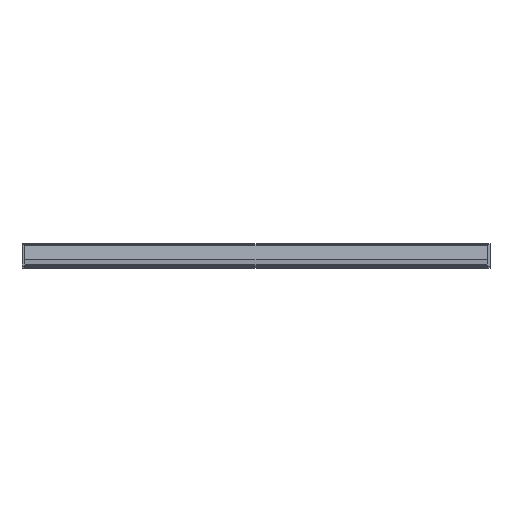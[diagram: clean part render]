
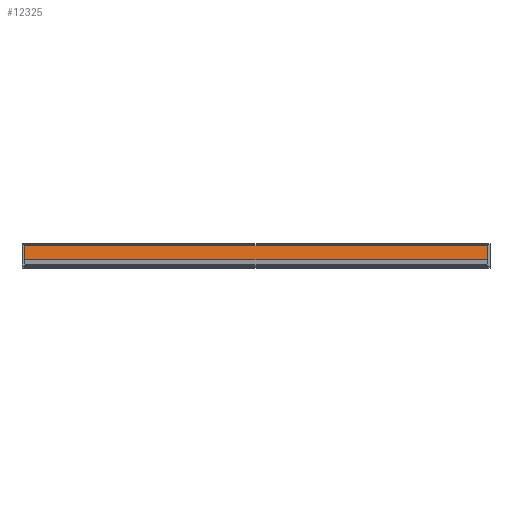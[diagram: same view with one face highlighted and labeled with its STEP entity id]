
A CAD part, top view. The second image highlights one B-rep face of the part: STEP entity #12325.
In plain terms, the highlighted face is planar.
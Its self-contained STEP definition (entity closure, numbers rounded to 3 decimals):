
#6931=DIRECTION('',(1.,0.,0.));
#6932=VECTOR('',#6931,800.);
#6933=CARTESIAN_POINT('',(-400.,-1.503,-17.174));
#6934=LINE('',#6933,#6932);
#6970=DIRECTION('',(0.,-0.087,-0.996));
#6971=VECTOR('',#6970,32.647);
#6972=CARTESIAN_POINT('',(-400.,1.343,15.349));
#6973=LINE('',#6972,#6971);
#6978=DIRECTION('',(1.,0.,0.));
#6979=VECTOR('',#6978,800.);
#6980=CARTESIAN_POINT('',(-400.,1.343,15.349));
#6981=LINE('',#6980,#6979);
#7004=DIRECTION('',(0.,-0.087,-0.996));
#7005=VECTOR('',#7004,32.647);
#7006=CARTESIAN_POINT('',(400.,1.343,15.349));
#7007=LINE('',#7006,#7005);
#9882=CARTESIAN_POINT('',(-400.,-1.503,-17.174));
#9883=CARTESIAN_POINT('',(400.,-1.503,-17.174));
#9884=VERTEX_POINT('',#9882);
#9885=VERTEX_POINT('',#9883);
#9886=CARTESIAN_POINT('',(-400.,1.343,15.349));
#9887=CARTESIAN_POINT('',(400.,1.343,15.349));
#9888=VERTEX_POINT('',#9886);
#9889=VERTEX_POINT('',#9887);
#12313=CARTESIAN_POINT('',(-400.,1.662,19.));
#12314=DIRECTION('',(0.,-0.996,0.087));
#12315=DIRECTION('',(0.,-0.087,-0.996));
#12316=AXIS2_PLACEMENT_3D('',#12313,#12314,#12315);
#12317=PLANE('',#12316);
#12318=ORIENTED_EDGE('',*,*,#12278,.F.);
#12319=ORIENTED_EDGE('',*,*,#12303,.T.);
#12321=ORIENTED_EDGE('',*,*,#12320,.T.);
#12322=ORIENTED_EDGE('',*,*,#12221,.F.);
#12323=EDGE_LOOP('',(#12318,#12319,#12321,#12322));
#12324=FACE_OUTER_BOUND('',#12323,.F.);
#12325=ADVANCED_FACE('',(#12324),#12317,.T.);
#12221=EDGE_CURVE('',#9884,#9885,#6934,.T.);
#12278=EDGE_CURVE('',#9888,#9884,#6973,.T.);
#12303=EDGE_CURVE('',#9888,#9889,#6981,.T.);
#12320=EDGE_CURVE('',#9889,#9885,#7007,.T.);
